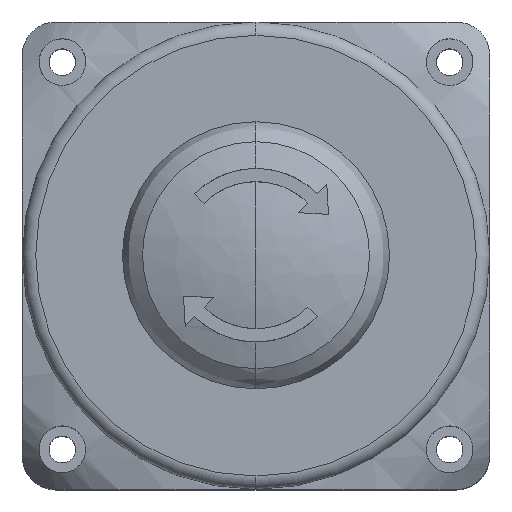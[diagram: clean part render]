
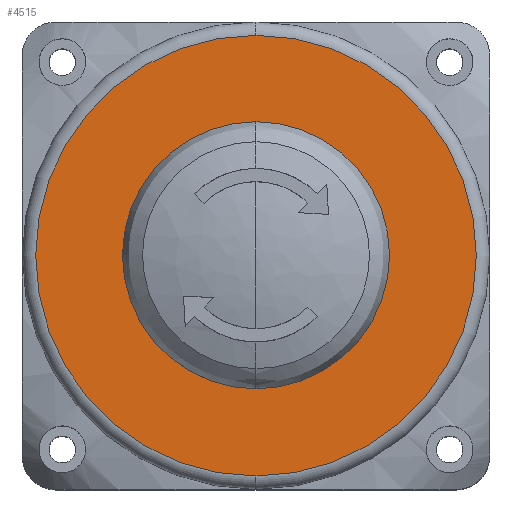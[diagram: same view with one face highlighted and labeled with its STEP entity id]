
A CAD part, top view. The second image highlights one B-rep face of the part: STEP entity #4515.
In plain terms, the highlighted planar face has unit normal (0, 0, 1).
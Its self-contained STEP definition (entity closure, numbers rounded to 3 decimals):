
#2072=CARTESIAN_POINT('',(35.,-33.,56.0));
#2073=VERTEX_POINT('',#2072);
#2083=CARTESIAN_POINT('',(35.,33.,56.0));
#2084=VERTEX_POINT('',#2083);
#2085=CARTESIAN_POINT('',(35.,0.,56.0));
#2086=DIRECTION('',(0.0,0.0,-1.0));
#2087=DIRECTION('',(-1.0,0.0,0.0));
#2088=AXIS2_PLACEMENT_3D('',#2085,#2086,#2087);
#2089=CIRCLE('',#2088,33.0);
#2090=EDGE_CURVE('',#2073,#2084,#2089,.T.);
#4486=CARTESIAN_POINT('',(68.0,0.,56.0));
#4487=VERTEX_POINT('',#4486);
#4488=CARTESIAN_POINT('',(35.,0.,56.0));
#4489=DIRECTION('',(0.0,0.0,-1.0));
#4490=DIRECTION('',(-1.0,0.0,0.0));
#4491=AXIS2_PLACEMENT_3D('',#4488,#4489,#4490);
#4492=CIRCLE('',#4491,33.0);
#4493=EDGE_CURVE('',#2084,#4487,#4492,.T.);
#4495=CARTESIAN_POINT('',(35.,0.,56.0));
#4496=DIRECTION('',(0.0,0.0,-1.0));
#4497=DIRECTION('',(-1.0,0.0,0.0));
#4498=AXIS2_PLACEMENT_3D('',#4495,#4496,#4497);
#4499=CIRCLE('',#4498,33.0);
#4500=EDGE_CURVE('',#4487,#2073,#4499,.T.);
#4505=CARTESIAN_POINT('',(35.,0.,56.0));
#4506=DIRECTION('',(0.0,0.0,1.0));
#4507=DIRECTION('',(0.0,-1.0,0.0));
#4508=AXIS2_PLACEMENT_3D('',#4505,#4506,#4507);
#4509=PLANE('',#4508);
#4510=ORIENTED_EDGE('',*,*,#4500,.F.);
#4511=ORIENTED_EDGE('',*,*,#4493,.F.);
#4512=ORIENTED_EDGE('',*,*,#2090,.F.);
#4513=EDGE_LOOP('',(#4510,#4511,#4512));
#4514=FACE_OUTER_BOUND('',#4513,.T.);
#4515=ADVANCED_FACE('',(#4514),#4509,.T.);
